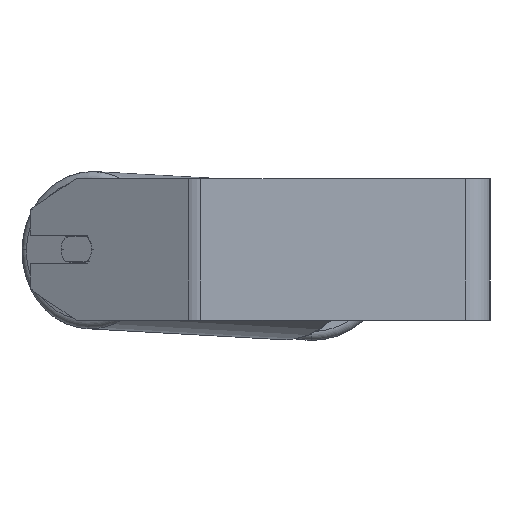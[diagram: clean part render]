
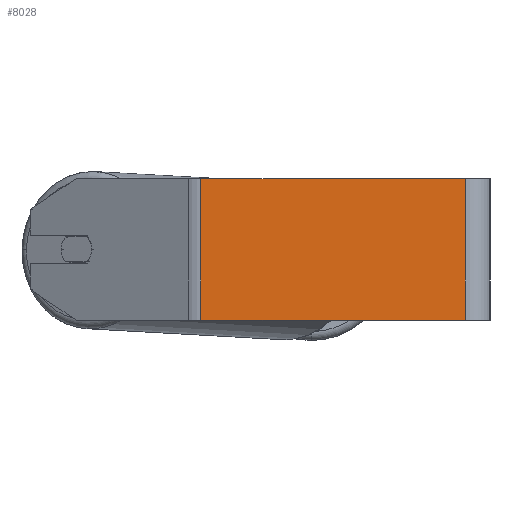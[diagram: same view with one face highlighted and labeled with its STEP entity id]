
A CAD part, left-side view. The second image highlights one B-rep face of the part: STEP entity #8028.
In plain terms, the highlighted planar face has unit normal (-1, 0, 0).
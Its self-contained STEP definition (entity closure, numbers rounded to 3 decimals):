
#4 = LINE ( 'NONE', #2537, #967 ) ;
#64 = ORIENTED_EDGE ( 'NONE', *, *, #6706, .F. ) ;
#432 = ORIENTED_EDGE ( 'NONE', *, *, #7909, .T. ) ;
#504 = CARTESIAN_POINT ( 'NONE',  ( -400., 167.078, -40. ) ) ;
#967 = VECTOR ( 'NONE', #5353, 1000. ) ;
#1925 = VECTOR ( 'NONE', #6213, 1000. ) ;
#2071 = CARTESIAN_POINT ( 'NONE',  ( -400., 163.327, 40. ) ) ;
#2537 = CARTESIAN_POINT ( 'NONE',  ( -400., 167.078, 40. ) ) ;
#2571 = VECTOR ( 'NONE', #8557, 1000. ) ;
#2692 = EDGE_CURVE ( 'NONE', #2779, #2866, #4189, .T. ) ;
#2779 = VERTEX_POINT ( 'NONE', #7094 ) ;
#2838 = EDGE_LOOP ( 'NONE', ( #432, #7306, #64, #6834 ) ) ;
#2866 = VERTEX_POINT ( 'NONE', #6692 ) ;
#3440 = DIRECTION ( 'NONE',  ( 0., 0., -1. ) ) ;
#3469 = DIRECTION ( 'NONE',  ( 0., 0., -1. ) ) ;
#3483 = LINE ( 'NONE', #2071, #5594 ) ;
#3764 = EDGE_CURVE ( 'NONE', #3957, #4448, #3483, .T. ) ;
#3921 = CARTESIAN_POINT ( 'NONE',  ( -400., 163.327, 40. ) ) ;
#3957 = VERTEX_POINT ( 'NONE', #3921 ) ;
#4189 = LINE ( 'NONE', #8295, #1925 ) ;
#4448 = VERTEX_POINT ( 'NONE', #8599 ) ;
#4700 = CARTESIAN_POINT ( 'NONE',  ( -400., 167.078, 40. ) ) ;
#4748 = DIRECTION ( 'NONE',  ( 1., 0., 0. ) ) ;
#5353 = DIRECTION ( 'NONE',  ( 0., -1., 0. ) ) ;
#5497 = FACE_OUTER_BOUND ( 'NONE', #2838, .T. ) ;
#5594 = VECTOR ( 'NONE', #3440, 1000. ) ;
#6213 = DIRECTION ( 'NONE',  ( 0., 0., -1. ) ) ;
#6692 = CARTESIAN_POINT ( 'NONE',  ( -400., 14., -40. ) ) ;
#6706 = EDGE_CURVE ( 'NONE', #3957, #2779, #4, .T. ) ;
#6834 = ORIENTED_EDGE ( 'NONE', *, *, #3764, .T. ) ;
#6958 = AXIS2_PLACEMENT_3D ( 'NONE', #4700, #4748, #3469 ) ;
#7094 = CARTESIAN_POINT ( 'NONE',  ( -400., 14., 40. ) ) ;
#7271 = LINE ( 'NONE', #504, #2571 ) ;
#7306 = ORIENTED_EDGE ( 'NONE', *, *, #2692, .F. ) ;
#7909 = EDGE_CURVE ( 'NONE', #4448, #2866, #7271, .T. ) ;
#8028 = ADVANCED_FACE ( 'NONE', ( #5497 ), #8113, .F. ) ;
#8113 = PLANE ( 'NONE',  #6958 ) ;
#8295 = CARTESIAN_POINT ( 'NONE',  ( -400., 14., 40. ) ) ;
#8557 = DIRECTION ( 'NONE',  ( 0., -1., 0. ) ) ;
#8599 = CARTESIAN_POINT ( 'NONE',  ( -400., 163.327, -40. ) ) ;
